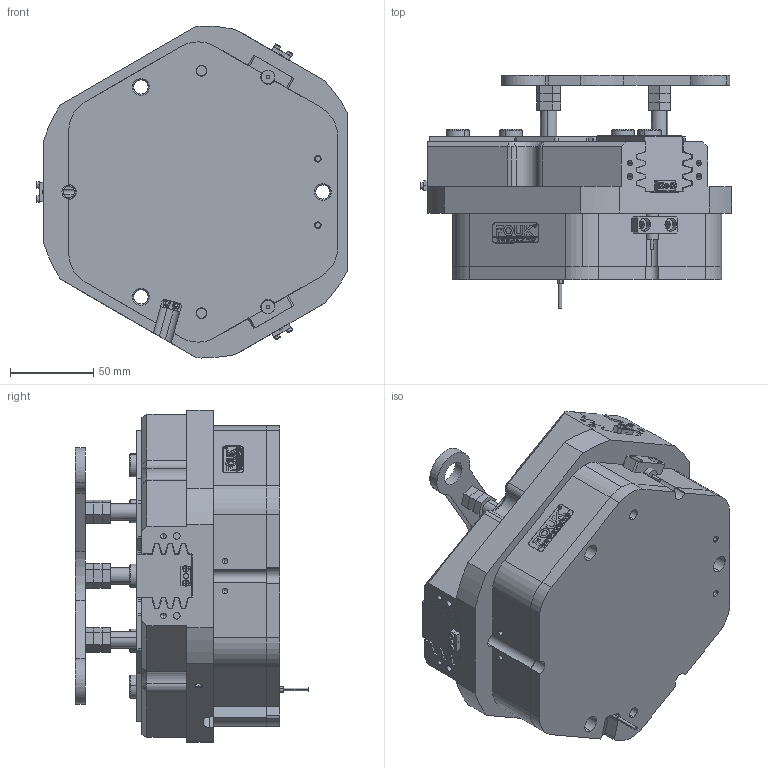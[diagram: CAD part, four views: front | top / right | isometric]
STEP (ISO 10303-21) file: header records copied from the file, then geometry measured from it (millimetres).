
FILE_DESCRIPTION (( 'STEP AP203' ), '1' );
FILE_NAME ('FZ125-200-S-C43.STEP', '2025-01-13T02:48:57', ( 'USER-' ), ( 'Microsoft' ), 'SwSTEP 2.0', 'SolidWorks 2018', '' );
FILE_SCHEMA (( 'CONFIG_CONTROL_DESIGN' ));
Length unit declared in the file: millimetre
Products named in the file (19): FZ125-200-S; TZT125-200-M-06 笢猾啣; 电容传感器; -C43 芢裝; 32x12-R2; 湮酴; 蹟譫; 揤輸杅耀.sldasm-Part-9; ﾏ擎ﾗ14｡ﾁ10｡ﾁ8; TZT125-200-S-02 賑輸; 芢啣; C43; TZ125-179杅耀.sldasm-Part-6; 棠羲換覜ん; 揤輸蚾饜极; TZT125-200-M-01 褲极; FZ125-200-S-C43; TZT125-200-M-05 菁裔啣; 埴翐芛_GB_FASTENER_SCREWS_HSHCS M2X8-N
Assembly tree (40 placements, depth 4):
  FZ125-200-S-C43
    FZ125-200-S
      TZT125-200-S-02 賑輸  x3
      TZT125-200-M-05 菁裔啣
      湮酴  x2
      电容传感器  x2
      TZT125-200-M-06 笢猾啣
      TZT125-200-M-01 褲极
      32x12-R2
      揤輸蚾饜极  x3
        揤輸杅耀.sldasm-Part-9
        埴翐芛_GB_FASTENER_SCREWS_HSHCS M2X8-N
      棠羲換覜ん  x2
      ﾏ擎ﾗ14｡ﾁ10｡ﾁ8  x6
    C43
      TZ125-179杅耀.sldasm-Part-6  x3
      -C43 芢裝  x3
      芢啣
      蹟譫  x6
Bounding box: 187.5 x 140.34 x 199.96 mm (x, y, z)
Volume: 1967897.8 mm3; surface area: 293568.8 mm2
Topology: 41 solids, 55 shells, 1802 faces, 4566 edges, 2904 vertices
Faces by surface type: plane 921, cylinder 481, cone 233, bspline 155, torus 12
Entity records: 45622 total; most frequent: CARTESIAN_POINT 13000, ORIENTED_EDGE 6364, DIRECTION 5908, EDGE_CURVE 3182, VERTEX_POINT 2075, LINE 2070, VECTOR 2070, AXIS2_PLACEMENT_3D 1919
